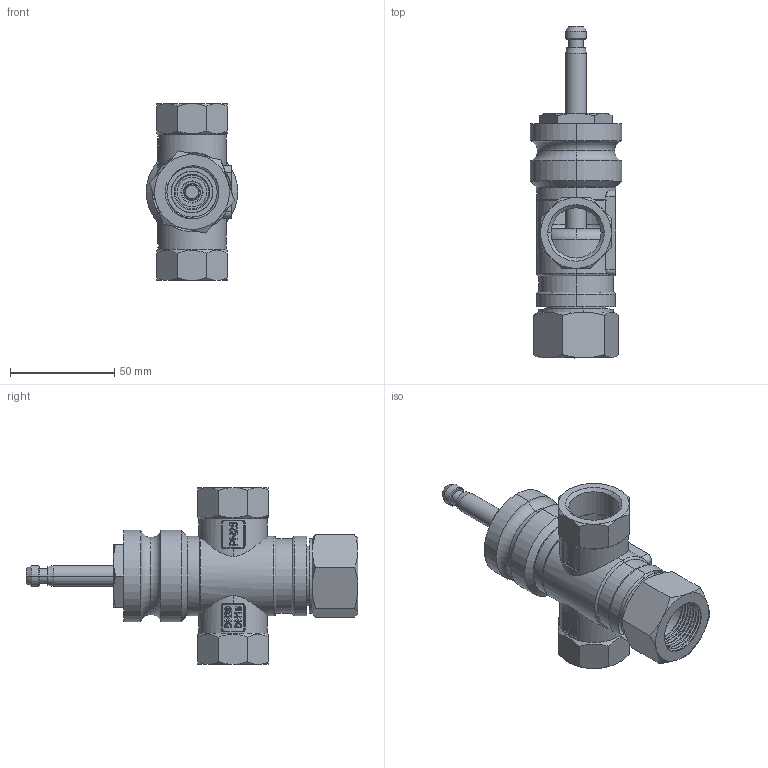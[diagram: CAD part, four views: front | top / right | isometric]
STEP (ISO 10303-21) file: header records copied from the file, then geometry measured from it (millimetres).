
FILE_DESCRIPTION((''),'2;1');
FILE_NAME('3D_STEP_CAD_MODEL_OF__SW0001','2023-04-18T12:07:19',('phili'),(''),'CREO PARAMETRIC BY PTC INC, 2019010','CREO PARAMETRIC BY PTC INC, 2019010','');
FILE_SCHEMA(('CONFIG_CONTROL_DESIGN'));
Length unit declared in the file: millimetre
Products named in the file (1): 3D_STEP_CAD_MODEL_OF__SW0001
Bounding box: 44 x 159.5 x 85 mm (x, y, z)
Surface area: 48150.5 mm2 (no closed solid volume)
Topology: 0 solids, 21 shells, 342 faces, 1448 edges, 1117 vertices
Faces by surface type: cylinder 139, plane 79, cone 68, bspline 32, torus 24
Entity records: 32761 total; most frequent: CARTESIAN_POINT 22223, ORIENTED_EDGE 2161, DIRECTION 1783, EDGE_CURVE 1446, VERTEX_POINT 1117, AXIS2_PLACEMENT_3D 695, B_SPLINE_CURVE_WITH_KNOTS 668, VECTOR 393
